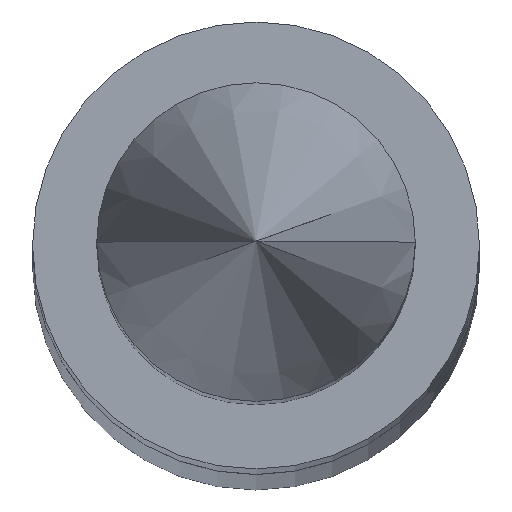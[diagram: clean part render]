
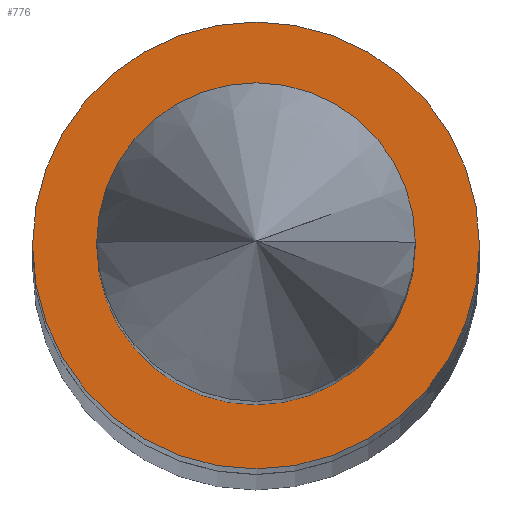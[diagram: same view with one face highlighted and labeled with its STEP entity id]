
A CAD part, top view. The second image highlights one B-rep face of the part: STEP entity #776.
In plain terms, the highlighted planar face has unit normal (0, 0, 1).
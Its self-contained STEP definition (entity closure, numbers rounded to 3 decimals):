
#86 = EDGE_LOOP ( 'NONE', ( #6504, #6503 ) ) ;
#129 = EDGE_LOOP ( 'NONE', ( #6502, #6501 ) ) ;
#243 = CIRCLE ( 'NONE', #3231, 0.17 ) ;
#325 = CARTESIAN_POINT ( 'NONE',  ( 0., 0.17, 0. ) ) ;
#331 = PLANE ( 'NONE',  #3303 ) ;
#333 = DIRECTION ( 'NONE',  ( 0., 0., -1. ) ) ;
#334 = DIRECTION ( 'NONE',  ( -1., 0., 0. ) ) ;
#581 = EDGE_CURVE ( 'NONE', #4294, #4291, #243, .T. ) ;
#776 = ADVANCED_FACE ( 'NONE', ( #6064, #6067 ), #331, .F. ) ;
#3070 = CARTESIAN_POINT ( 'NONE',  ( 0., 0., 0. ) ) ;
#3071 = DIRECTION ( 'NONE',  ( 0., 0., 1. ) ) ;
#3072 = DIRECTION ( 'NONE',  ( 1., 0., 0. ) ) ;
#3074 = CARTESIAN_POINT ( 'NONE',  ( 0., 0., 0. ) ) ;
#3075 = DIRECTION ( 'NONE',  ( 0., 0., 1. ) ) ;
#3076 = DIRECTION ( 'NONE',  ( 1., 0., 0. ) ) ;
#3231 = AXIS2_PLACEMENT_3D ( 'NONE', #5863, #5864, #5865 ) ;
#3303 = AXIS2_PLACEMENT_3D ( 'NONE', #325, #333, #334 ) ;
#4291 = VERTEX_POINT ( 'NONE', #4669 ) ;
#4294 = VERTEX_POINT ( 'NONE', #4672 ) ;
#4302 = VERTEX_POINT ( 'NONE', #4680 ) ;
#4303 = VERTEX_POINT ( 'NONE', #4681 ) ;
#4504 = CARTESIAN_POINT ( 'NONE',  ( 0., 0., 0. ) ) ;
#4505 = DIRECTION ( 'NONE',  ( 0., 0., 1. ) ) ;
#4506 = DIRECTION ( 'NONE',  ( 1., 0., 0. ) ) ;
#4669 = CARTESIAN_POINT ( 'NONE',  ( -0.17, 0., 0. ) ) ;
#4672 = CARTESIAN_POINT ( 'NONE',  ( 0.17, 0., 0. ) ) ;
#4680 = CARTESIAN_POINT ( 'NONE',  ( 0.238, 0., 0. ) ) ;
#4681 = CARTESIAN_POINT ( 'NONE',  ( -0.238, 0., 0. ) ) ;
#5176 = CIRCLE ( 'NONE', #6413, 0.238 ) ;
#5272 = CIRCLE ( 'NONE', #6453, 0.238 ) ;
#5279 = CIRCLE ( 'NONE', #6454, 0.17 ) ;
#5863 = CARTESIAN_POINT ( 'NONE',  ( 0., 0., 0. ) ) ;
#5864 = DIRECTION ( 'NONE',  ( 0., 0., 1. ) ) ;
#5865 = DIRECTION ( 'NONE',  ( 1., 0., 0. ) ) ;
#6064 = FACE_BOUND ( 'NONE', #86, .T. ) ;
#6067 = FACE_OUTER_BOUND ( 'NONE', #129, .T. ) ;
#6413 = AXIS2_PLACEMENT_3D ( 'NONE', #4504, #4505, #4506 ) ;
#6453 = AXIS2_PLACEMENT_3D ( 'NONE', #3070, #3071, #3072 ) ;
#6454 = AXIS2_PLACEMENT_3D ( 'NONE', #3074, #3075, #3076 ) ;
#6501 = ORIENTED_EDGE ( 'NONE', *, *, #6713, .T. ) ;
#6502 = ORIENTED_EDGE ( 'NONE', *, *, #6590, .T. ) ;
#6503 = ORIENTED_EDGE ( 'NONE', *, *, #6714, .F. ) ;
#6504 = ORIENTED_EDGE ( 'NONE', *, *, #581, .F. ) ;
#6590 = EDGE_CURVE ( 'NONE', #4302, #4303, #5176, .T. ) ;
#6713 = EDGE_CURVE ( 'NONE', #4303, #4302, #5272, .T. ) ;
#6714 = EDGE_CURVE ( 'NONE', #4291, #4294, #5279, .T. ) ;
